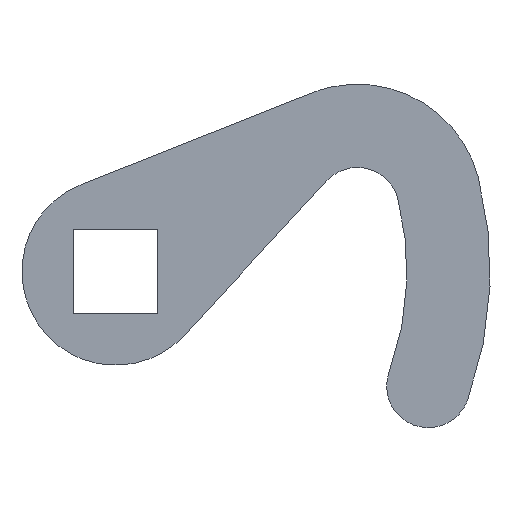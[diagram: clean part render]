
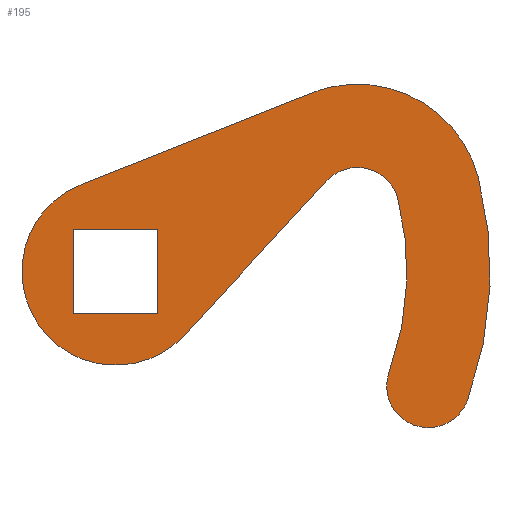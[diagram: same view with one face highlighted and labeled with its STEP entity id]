
A CAD part, front view. The second image highlights one B-rep face of the part: STEP entity #195.
In plain terms, the highlighted free-form (B-spline) face has degree [1, 1] with [2, 2] control points.
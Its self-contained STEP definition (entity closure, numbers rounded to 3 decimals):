
#44=CARTESIAN_POINT('',(-11.248,0.0,19.646));
#45=CARTESIAN_POINT('',(38.246,0.0,19.646));
#46=CARTESIAN_POINT('',(-11.248,0.0,-16.645));
#47=CARTESIAN_POINT('',(38.246,0.0,-16.645));
#48=B_SPLINE_SURFACE_WITH_KNOTS('',1,1,((#44,#46),(#45,#47)),.UNSPECIFIED.,.F.,.F.,.U.,(2,2),(2,2),(0.0,49.494),(0.0,36.292),.UNSPECIFIED.);
#49=CARTESIAN_POINT('',(-3.322,0.0,8.365));
#50=VERTEX_POINT('',#49);
#51=CARTESIAN_POINT('',(18.809,0.0,17.153));
#52=VERTEX_POINT('',#51);
#53=CARTESIAN_POINT('',(-3.322,0.0,8.365));
#54=CARTESIAN_POINT('',(18.809,0.0,17.153));
#55=QUASI_UNIFORM_CURVE('',1,(#53,#54),.UNSPECIFIED.,.F.,.U.);
#56=EDGE_CURVE('',#50,#52,#55,.T.);
#57=ORIENTED_EDGE('',*,*,#56,.F.);
#58=CARTESIAN_POINT('',(6.612,0.0,-6.106));
#59=VERTEX_POINT('',#58);
#60=CARTESIAN_POINT('',(-3.322,0.0,8.365));
#61=CARTESIAN_POINT('',(-9.021,0.0,6.101));
#62=CARTESIAN_POINT('',(-9.,0.0,-0.031));
#63=CARTESIAN_POINT('',(-8.979,0.0,-6.163));
#64=CARTESIAN_POINT('',(-3.264,0.0,-8.387));
#65=CARTESIAN_POINT('',(2.451,0.0,-10.611));
#66=CARTESIAN_POINT('',(6.612,0.0,-6.106));
#74=(BOUNDED_CURVE()B_SPLINE_CURVE(2,(#60,#61,#62,#63,#64,#65,#66),.UNSPECIFIED.,.F.,.U.)B_SPLINE_CURVE_WITH_KNOTS((3,2,2,3),(0.0,0.333,0.667,1.0),.UNSPECIFIED.)CURVE()GEOMETRIC_REPRESENTATION_ITEM()RATIONAL_B_SPLINE_CURVE((1.0,0.826,1.0,0.826,1.0,0.826,1.0))REPRESENTATION_ITEM(''));
#75=EDGE_CURVE('',#50,#59,#74,.T.);
#76=ORIENTED_EDGE('',*,*,#75,.T.);
#77=CARTESIAN_POINT('',(20.299,0.0,8.714));
#78=VERTEX_POINT('',#77);
#79=CARTESIAN_POINT('',(20.299,0.0,8.714));
#80=CARTESIAN_POINT('',(6.612,0.0,-6.106));
#81=QUASI_UNIFORM_CURVE('',1,(#79,#80),.UNSPECIFIED.,.F.,.U.);
#82=EDGE_CURVE('',#78,#59,#81,.T.);
#83=ORIENTED_EDGE('',*,*,#82,.F.);
#84=CARTESIAN_POINT('',(27.111,0.0,7.0));
#85=VERTEX_POINT('',#84);
#86=CARTESIAN_POINT('',(27.111,0.0,7.));
#87=CARTESIAN_POINT('',(26.517,0.0,9.3));
#88=CARTESIAN_POINT('',(24.214,0.0,9.879));
#89=CARTESIAN_POINT('',(21.911,0.0,10.459));
#90=CARTESIAN_POINT('',(20.299,0.0,8.714));
#98=(BOUNDED_CURVE()B_SPLINE_CURVE(2,(#86,#87,#88,#89,#90),.UNSPECIFIED.,.F.,.U.)B_SPLINE_CURVE_WITH_KNOTS((3,2,3),(0.0,0.5,1.0),.UNSPECIFIED.)CURVE()GEOMETRIC_REPRESENTATION_ITEM()RATIONAL_B_SPLINE_CURVE((1.0,0.86,1.0,0.86,1.0))REPRESENTATION_ITEM(''));
#99=EDGE_CURVE('',#85,#78,#98,.T.);
#100=ORIENTED_EDGE('',*,*,#99,.F.);
#101=CARTESIAN_POINT('',(26.294,0.0,-9.625));
#102=VERTEX_POINT('',#101);
#103=CARTESIAN_POINT('',(26.294,0.0,-9.625));
#104=CARTESIAN_POINT('',(29.29,0.0,-1.44));
#105=CARTESIAN_POINT('',(27.111,0.0,7.));
#113=(BOUNDED_CURVE()B_SPLINE_CURVE(2,(#103,#104,#105),.UNSPECIFIED.,.F.,.U.)CURVE()GEOMETRIC_REPRESENTATION_ITEM()QUASI_UNIFORM_CURVE()RATIONAL_B_SPLINE_CURVE((1.0,0.955,1.0))REPRESENTATION_ITEM(''));
#114=EDGE_CURVE('',#102,#85,#113,.T.);
#115=ORIENTED_EDGE('',*,*,#114,.F.);
#116=CARTESIAN_POINT('',(33.806,0.0,-12.375));
#117=VERTEX_POINT('',#116);
#118=CARTESIAN_POINT('',(26.294,0.0,-9.625));
#119=CARTESIAN_POINT('',(24.919,0.0,-13.381));
#120=CARTESIAN_POINT('',(28.675,0.0,-14.756));
#121=CARTESIAN_POINT('',(32.431,0.0,-16.131));
#122=CARTESIAN_POINT('',(33.806,0.0,-12.375));
#130=(BOUNDED_CURVE()B_SPLINE_CURVE(2,(#118,#119,#120,#121,#122),.UNSPECIFIED.,.F.,.U.)B_SPLINE_CURVE_WITH_KNOTS((3,2,3),(0.0,0.5,1.0),.UNSPECIFIED.)CURVE()GEOMETRIC_REPRESENTATION_ITEM()RATIONAL_B_SPLINE_CURVE((1.0,0.707,1.0,0.707,1.0))REPRESENTATION_ITEM(''));
#131=EDGE_CURVE('',#102,#117,#130,.T.);
#132=ORIENTED_EDGE('',*,*,#131,.T.);
#133=CARTESIAN_POINT('',(34.857,0.0,9.0));
#134=VERTEX_POINT('',#133);
#135=CARTESIAN_POINT('',(33.806,0.0,-12.375));
#136=CARTESIAN_POINT('',(37.659,0.0,-1.851));
#137=CARTESIAN_POINT('',(34.857,0.0,9.));
#145=(BOUNDED_CURVE()B_SPLINE_CURVE(2,(#135,#136,#137),.UNSPECIFIED.,.F.,.U.)CURVE()GEOMETRIC_REPRESENTATION_ITEM()QUASI_UNIFORM_CURVE()RATIONAL_B_SPLINE_CURVE((1.0,0.955,1.0))REPRESENTATION_ITEM(''));
#146=EDGE_CURVE('',#117,#134,#145,.T.);
#147=ORIENTED_EDGE('',*,*,#146,.T.);
#148=CARTESIAN_POINT('',(34.857,0.0,9.));
#149=CARTESIAN_POINT('',(33.503,0.0,14.245));
#150=CARTESIAN_POINT('',(28.673,0.0,16.699));
#151=CARTESIAN_POINT('',(23.844,0.0,19.152));
#152=CARTESIAN_POINT('',(18.809,0.0,17.153));
#160=(BOUNDED_CURVE()B_SPLINE_CURVE(2,(#148,#149,#150,#151,#152),.UNSPECIFIED.,.F.,.U.)B_SPLINE_CURVE_WITH_KNOTS((3,2,3),(0.0,0.5,1.0),.UNSPECIFIED.)CURVE()GEOMETRIC_REPRESENTATION_ITEM()RATIONAL_B_SPLINE_CURVE((1.0,0.911,1.0,0.911,1.0))REPRESENTATION_ITEM(''));
#161=EDGE_CURVE('',#134,#52,#160,.T.);
#162=ORIENTED_EDGE('',*,*,#161,.T.);
#163=EDGE_LOOP('',(#57,#76,#83,#100,#115,#132,#147,#162));
#164=FACE_OUTER_BOUND('',#163,.T.);
#165=CARTESIAN_POINT('',(-4.05,0.0,4.05));
#166=VERTEX_POINT('',#165);
#167=CARTESIAN_POINT('',(4.05,0.0,4.05));
#168=VERTEX_POINT('',#167);
#169=CARTESIAN_POINT('',(-4.05,0.0,4.05));
#170=CARTESIAN_POINT('',(4.05,0.0,4.05));
#171=QUASI_UNIFORM_CURVE('',1,(#169,#170),.UNSPECIFIED.,.F.,.U.);
#172=EDGE_CURVE('',#166,#168,#171,.T.);
#173=ORIENTED_EDGE('',*,*,#172,.T.);
#174=CARTESIAN_POINT('',(4.05,0.0,-4.05));
#175=VERTEX_POINT('',#174);
#176=CARTESIAN_POINT('',(4.05,0.0,4.05));
#177=CARTESIAN_POINT('',(4.05,0.0,-4.05));
#178=QUASI_UNIFORM_CURVE('',1,(#176,#177),.UNSPECIFIED.,.F.,.U.);
#179=EDGE_CURVE('',#168,#175,#178,.T.);
#180=ORIENTED_EDGE('',*,*,#179,.T.);
#181=CARTESIAN_POINT('',(-4.05,0.0,-4.05));
#182=VERTEX_POINT('',#181);
#183=CARTESIAN_POINT('',(4.05,0.0,-4.05));
#184=CARTESIAN_POINT('',(-4.05,0.0,-4.05));
#185=QUASI_UNIFORM_CURVE('',1,(#183,#184),.UNSPECIFIED.,.F.,.U.);
#186=EDGE_CURVE('',#175,#182,#185,.T.);
#187=ORIENTED_EDGE('',*,*,#186,.T.);
#188=CARTESIAN_POINT('',(-4.05,0.0,-4.05));
#189=CARTESIAN_POINT('',(-4.05,0.0,4.05));
#190=QUASI_UNIFORM_CURVE('',1,(#188,#189),.UNSPECIFIED.,.F.,.U.);
#191=EDGE_CURVE('',#182,#166,#190,.T.);
#192=ORIENTED_EDGE('',*,*,#191,.T.);
#193=EDGE_LOOP('',(#173,#180,#187,#192));
#194=FACE_BOUND('',#193,.T.);
#195=ADVANCED_FACE('',(#164,#194),#48,.F.);
